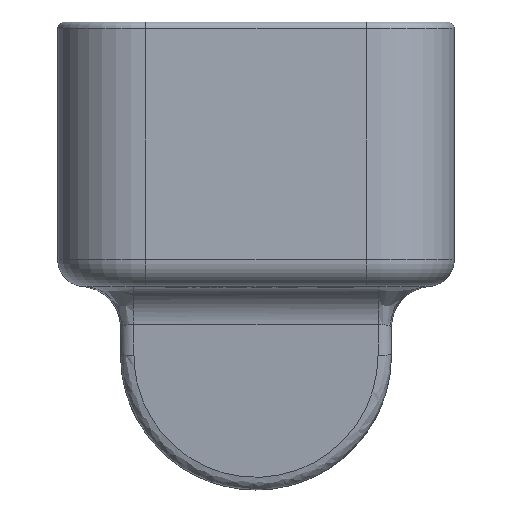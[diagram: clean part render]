
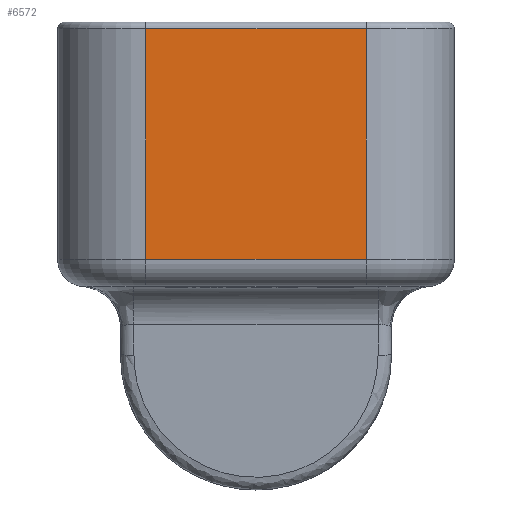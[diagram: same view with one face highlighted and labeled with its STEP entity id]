
A CAD part, top view. The second image highlights one B-rep face of the part: STEP entity #6572.
In plain terms, the highlighted planar face has unit normal (0, 0, 1).
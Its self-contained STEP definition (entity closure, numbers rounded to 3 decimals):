
#257 = DIRECTION ( 'NONE',  ( 0., -1., 0. ) ) ;
#354 = CARTESIAN_POINT ( 'NONE',  ( -8.125, 17., 11.025 ) ) ;
#734 = DIRECTION ( 'NONE',  ( 1., 0., 0. ) ) ;
#1096 = ORIENTED_EDGE ( 'NONE', *, *, #7172, .T. ) ;
#1329 = VERTEX_POINT ( 'NONE', #7493 ) ;
#1408 = ORIENTED_EDGE ( 'NONE', *, *, #5917, .F. ) ;
#1703 = EDGE_LOOP ( 'NONE', ( #1096, #1408, #9307, #2296 ) ) ;
#1746 = LINE ( 'NONE', #5623, #4592 ) ;
#1890 = AXIS2_PLACEMENT_3D ( 'NONE', #8252, #7501, #734 ) ;
#1977 = VERTEX_POINT ( 'NONE', #8122 ) ;
#2296 = ORIENTED_EDGE ( 'NONE', *, *, #4290, .F. ) ;
#2557 = CARTESIAN_POINT ( 'NONE',  ( -8.125, 17., 11.025 ) ) ;
#2926 = FACE_OUTER_BOUND ( 'NONE', #1703, .T. ) ;
#3033 = PLANE ( 'NONE',  #1890 ) ;
#3249 = LINE ( 'NONE', #2557, #5987 ) ;
#3450 = DIRECTION ( 'NONE',  ( 1., 0., 0. ) ) ;
#4290 = EDGE_CURVE ( 'NONE', #5436, #1977, #3249, .T. ) ;
#4349 = LINE ( 'NONE', #6629, #9353 ) ;
#4592 = VECTOR ( 'NONE', #4937, 1000. ) ;
#4937 = DIRECTION ( 'NONE',  ( 0., 1., 0. ) ) ;
#5436 = VERTEX_POINT ( 'NONE', #8930 ) ;
#5530 = VECTOR ( 'NONE', #257, 1000. ) ;
#5623 = CARTESIAN_POINT ( 'NONE',  ( 8.125, 0., 11.025 ) ) ;
#5886 = CARTESIAN_POINT ( 'NONE',  ( 8.125, 0., 11.025 ) ) ;
#5917 = EDGE_CURVE ( 'NONE', #9453, #1329, #4349, .T. ) ;
#5987 = VECTOR ( 'NONE', #3450, 1000. ) ;
#6401 = EDGE_CURVE ( 'NONE', #9453, #1977, #1746, .T. ) ;
#6572 = ADVANCED_FACE ( 'NONE', ( #2926 ), #3033, .T. ) ;
#6629 = CARTESIAN_POINT ( 'NONE',  ( 8.125, 0., 11.025 ) ) ;
#7172 = EDGE_CURVE ( 'NONE', #5436, #1329, #8722, .T. ) ;
#7493 = CARTESIAN_POINT ( 'NONE',  ( -8.125, 0., 11.025 ) ) ;
#7501 = DIRECTION ( 'NONE',  ( 0., 0., 1. ) ) ;
#8122 = CARTESIAN_POINT ( 'NONE',  ( 8.125, 17., 11.025 ) ) ;
#8252 = CARTESIAN_POINT ( 'NONE',  ( -14.625, 0., 11.025 ) ) ;
#8722 = LINE ( 'NONE', #354, #5530 ) ;
#8930 = CARTESIAN_POINT ( 'NONE',  ( -8.125, 17., 11.025 ) ) ;
#9307 = ORIENTED_EDGE ( 'NONE', *, *, #6401, .T. ) ;
#9353 = VECTOR ( 'NONE', #9818, 1000. ) ;
#9453 = VERTEX_POINT ( 'NONE', #5886 ) ;
#9818 = DIRECTION ( 'NONE',  ( -1., 0., 0. ) ) ;
